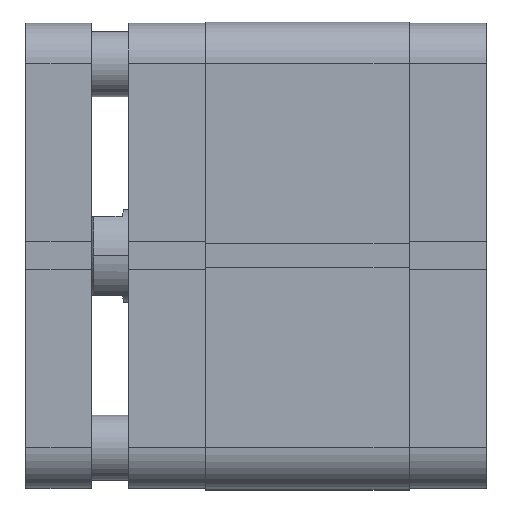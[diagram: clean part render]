
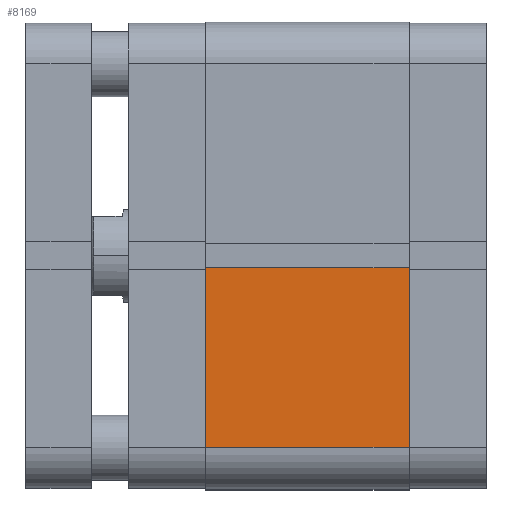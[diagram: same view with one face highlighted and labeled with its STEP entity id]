
A CAD part, top view. The second image highlights one B-rep face of the part: STEP entity #8169.
In plain terms, the highlighted face is planar.
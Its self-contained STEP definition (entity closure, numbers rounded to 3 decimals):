
#312 = EDGE_CURVE ( 'NONE', #6671, #6689, #2360, .T. ) ;
#313 = EDGE_CURVE ( 'NONE', #6672, #6690, #2362, .T. ) ;
#363 = EDGE_CURVE ( 'NONE', #6690, #6689, #2421, .T. ) ;
#407 = EDGE_CURVE ( 'NONE', #6672, #6671, #2494, .T. ) ;
#1765 = ORIENTED_EDGE ( 'NONE', *, *, #313, .T. ) ;
#1766 = ORIENTED_EDGE ( 'NONE', *, *, #407, .F. ) ;
#1767 = ORIENTED_EDGE ( 'NONE', *, *, #312, .F. ) ;
#1768 = ORIENTED_EDGE ( 'NONE', *, *, #363, .T. ) ;
#2360 = LINE ( 'NONE', #7550, #2365 ) ;
#2362 = LINE ( 'NONE', #7552, #2367 ) ;
#2365 = VECTOR ( 'NONE', #7553, 1000. ) ;
#2367 = VECTOR ( 'NONE', #7555, 1000. ) ;
#2421 = LINE ( 'NONE', #7662, #2441 ) ;
#2441 = VECTOR ( 'NONE', #7663, 1000. ) ;
#2494 = LINE ( 'NONE', #7765, #2512 ) ;
#2512 = VECTOR ( 'NONE', #7766, 1000. ) ;
#4060 = CARTESIAN_POINT ( 'NONE',  ( 2.6, 50., 43.5 ) ) ;
#4061 = CARTESIAN_POINT ( 'NONE',  ( 41., 50., 43.5 ) ) ;
#4078 = CARTESIAN_POINT ( 'NONE',  ( 2.6, 50., 0. ) ) ;
#4079 = CARTESIAN_POINT ( 'NONE',  ( 41., 50., 0. ) ) ;
#4936 = AXIS2_PLACEMENT_3D ( 'NONE', #5921, #5927, #5928 ) ;
#5918 = PLANE ( 'NONE',  #4936 ) ;
#5921 = CARTESIAN_POINT ( 'NONE',  ( 2.6, 50., 43.5 ) ) ;
#5927 = DIRECTION ( 'NONE',  ( 0., -1., 0. ) ) ;
#5928 = DIRECTION ( 'NONE',  ( 1., 0., 0. ) ) ;
#6472 = EDGE_LOOP ( 'NONE', ( #1768, #1767, #1766, #1765 ) ) ;
#6671 = VERTEX_POINT ( 'NONE', #4060 ) ;
#6672 = VERTEX_POINT ( 'NONE', #4061 ) ;
#6689 = VERTEX_POINT ( 'NONE', #4078 ) ;
#6690 = VERTEX_POINT ( 'NONE', #4079 ) ;
#7550 = CARTESIAN_POINT ( 'NONE',  ( 2.6, 50., 43.5 ) ) ;
#7552 = CARTESIAN_POINT ( 'NONE',  ( 41., 50., 43.5 ) ) ;
#7553 = DIRECTION ( 'NONE',  ( 0., 0., -1. ) ) ;
#7555 = DIRECTION ( 'NONE',  ( 0., 0., -1. ) ) ;
#7662 = CARTESIAN_POINT ( 'NONE',  ( 2.6, 50., 0. ) ) ;
#7663 = DIRECTION ( 'NONE',  ( -1., 0., 0. ) ) ;
#7765 = CARTESIAN_POINT ( 'NONE',  ( 2.6, 50., 43.5 ) ) ;
#7766 = DIRECTION ( 'NONE',  ( -1., 0., 0. ) ) ;
#8169 = ADVANCED_FACE ( 'NONE', ( #8565 ), #5918, .F. ) ;
#8565 = FACE_OUTER_BOUND ( 'NONE', #6472, .T. ) ;
